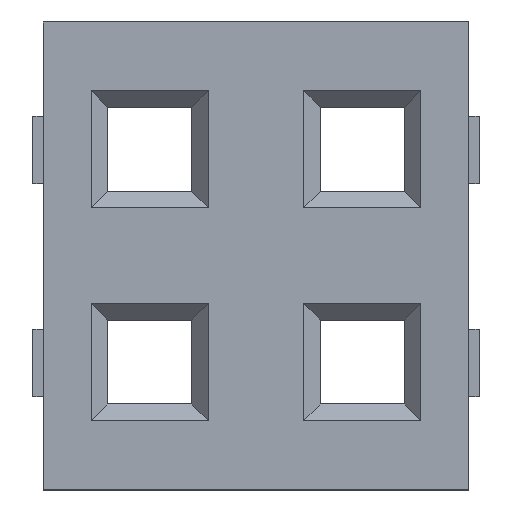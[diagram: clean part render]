
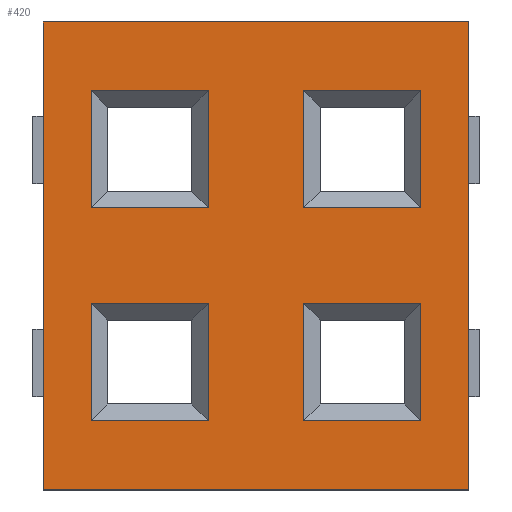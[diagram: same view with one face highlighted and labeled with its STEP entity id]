
A CAD part, top view. The second image highlights one B-rep face of the part: STEP entity #420.
In plain terms, the highlighted planar face has unit normal (0, 0, 1).
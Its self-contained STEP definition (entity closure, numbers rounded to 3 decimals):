
#24 = VERTEX_POINT('',#25);
#25 = CARTESIAN_POINT('',(0.,-4.06,5.));
#31 = EDGE_CURVE('',#24,#32,#34,.T.);
#32 = VERTEX_POINT('',#33);
#33 = CARTESIAN_POINT('',(5.08,-4.06,5.));
#34 = LINE('',#35,#36);
#35 = CARTESIAN_POINT('',(0.,-4.06,5.));
#36 = VECTOR('',#37,1.);
#37 = DIRECTION('',(1.,0.,0.));
#72 = VERTEX_POINT('',#73);
#73 = CARTESIAN_POINT('',(0.,1.52,5.));
#79 = EDGE_CURVE('',#72,#24,#80,.T.);
#80 = LINE('',#81,#82);
#81 = CARTESIAN_POINT('',(0.,1.52,5.));
#82 = VECTOR('',#83,1.);
#83 = DIRECTION('',(0.,-1.,0.));
#197 = EDGE_CURVE('',#32,#198,#200,.T.);
#198 = VERTEX_POINT('',#199);
#199 = CARTESIAN_POINT('',(5.08,1.52,5.));
#200 = LINE('',#201,#202);
#201 = CARTESIAN_POINT('',(5.08,-4.06,5.));
#202 = VECTOR('',#203,1.);
#203 = DIRECTION('',(0.,1.,0.));
#420 = ADVANCED_FACE('',(#421,#432,#466,#500,#534),#568,.T.);
#421 = FACE_BOUND('',#422,.T.);
#422 = EDGE_LOOP('',(#423,#424,#425,#431));
#423 = ORIENTED_EDGE('',*,*,#31,.T.);
#424 = ORIENTED_EDGE('',*,*,#197,.T.);
#425 = ORIENTED_EDGE('',*,*,#426,.T.);
#426 = EDGE_CURVE('',#198,#72,#427,.T.);
#427 = LINE('',#428,#429);
#428 = CARTESIAN_POINT('',(5.08,1.52,5.));
#429 = VECTOR('',#430,1.);
#430 = DIRECTION('',(-1.,0.,0.));
#431 = ORIENTED_EDGE('',*,*,#79,.T.);
#432 = FACE_BOUND('',#433,.T.);
#433 = EDGE_LOOP('',(#434,#444,#452,#460));
#434 = ORIENTED_EDGE('',*,*,#435,.F.);
#435 = EDGE_CURVE('',#436,#438,#440,.T.);
#436 = VERTEX_POINT('',#437);
#437 = CARTESIAN_POINT('',(1.97,-1.84,5.));
#438 = VERTEX_POINT('',#439);
#439 = CARTESIAN_POINT('',(0.57,-1.84,5.));
#440 = LINE('',#441,#442);
#441 = CARTESIAN_POINT('',(1.97,-1.84,5.));
#442 = VECTOR('',#443,1.);
#443 = DIRECTION('',(-1.,0.,0.));
#444 = ORIENTED_EDGE('',*,*,#445,.F.);
#445 = EDGE_CURVE('',#446,#436,#448,.T.);
#446 = VERTEX_POINT('',#447);
#447 = CARTESIAN_POINT('',(1.97,-3.24,5.));
#448 = LINE('',#449,#450);
#449 = CARTESIAN_POINT('',(1.97,-3.24,5.));
#450 = VECTOR('',#451,1.);
#451 = DIRECTION('',(0.,1.,0.));
#452 = ORIENTED_EDGE('',*,*,#453,.F.);
#453 = EDGE_CURVE('',#454,#446,#456,.T.);
#454 = VERTEX_POINT('',#455);
#455 = CARTESIAN_POINT('',(0.57,-3.24,5.));
#456 = LINE('',#457,#458);
#457 = CARTESIAN_POINT('',(0.57,-3.24,5.));
#458 = VECTOR('',#459,1.);
#459 = DIRECTION('',(1.,0.,0.));
#460 = ORIENTED_EDGE('',*,*,#461,.F.);
#461 = EDGE_CURVE('',#438,#454,#462,.T.);
#462 = LINE('',#463,#464);
#463 = CARTESIAN_POINT('',(0.57,-1.84,5.));
#464 = VECTOR('',#465,1.);
#465 = DIRECTION('',(0.,-1.,0.));
#466 = FACE_BOUND('',#467,.T.);
#467 = EDGE_LOOP('',(#468,#478,#486,#494));
#468 = ORIENTED_EDGE('',*,*,#469,.F.);
#469 = EDGE_CURVE('',#470,#472,#474,.T.);
#470 = VERTEX_POINT('',#471);
#471 = CARTESIAN_POINT('',(3.11,-3.24,5.));
#472 = VERTEX_POINT('',#473);
#473 = CARTESIAN_POINT('',(4.51,-3.24,5.));
#474 = LINE('',#475,#476);
#475 = CARTESIAN_POINT('',(3.11,-3.24,5.));
#476 = VECTOR('',#477,1.);
#477 = DIRECTION('',(1.,0.,0.));
#478 = ORIENTED_EDGE('',*,*,#479,.F.);
#479 = EDGE_CURVE('',#480,#470,#482,.T.);
#480 = VERTEX_POINT('',#481);
#481 = CARTESIAN_POINT('',(3.11,-1.84,5.));
#482 = LINE('',#483,#484);
#483 = CARTESIAN_POINT('',(3.11,-1.84,5.));
#484 = VECTOR('',#485,1.);
#485 = DIRECTION('',(0.,-1.,0.));
#486 = ORIENTED_EDGE('',*,*,#487,.F.);
#487 = EDGE_CURVE('',#488,#480,#490,.T.);
#488 = VERTEX_POINT('',#489);
#489 = CARTESIAN_POINT('',(4.51,-1.84,5.));
#490 = LINE('',#491,#492);
#491 = CARTESIAN_POINT('',(4.51,-1.84,5.));
#492 = VECTOR('',#493,1.);
#493 = DIRECTION('',(-1.,0.,0.));
#494 = ORIENTED_EDGE('',*,*,#495,.F.);
#495 = EDGE_CURVE('',#472,#488,#496,.T.);
#496 = LINE('',#497,#498);
#497 = CARTESIAN_POINT('',(4.51,-3.24,5.));
#498 = VECTOR('',#499,1.);
#499 = DIRECTION('',(0.,1.,0.));
#500 = FACE_BOUND('',#501,.T.);
#501 = EDGE_LOOP('',(#502,#512,#520,#528));
#502 = ORIENTED_EDGE('',*,*,#503,.F.);
#503 = EDGE_CURVE('',#504,#506,#508,.T.);
#504 = VERTEX_POINT('',#505);
#505 = CARTESIAN_POINT('',(1.97,0.7,5.));
#506 = VERTEX_POINT('',#507);
#507 = CARTESIAN_POINT('',(0.57,0.7,5.));
#508 = LINE('',#509,#510);
#509 = CARTESIAN_POINT('',(1.97,0.7,5.));
#510 = VECTOR('',#511,1.);
#511 = DIRECTION('',(-1.,0.,0.));
#512 = ORIENTED_EDGE('',*,*,#513,.F.);
#513 = EDGE_CURVE('',#514,#504,#516,.T.);
#514 = VERTEX_POINT('',#515);
#515 = CARTESIAN_POINT('',(1.97,-0.7,5.));
#516 = LINE('',#517,#518);
#517 = CARTESIAN_POINT('',(1.97,-0.7,5.));
#518 = VECTOR('',#519,1.);
#519 = DIRECTION('',(0.,1.,0.));
#520 = ORIENTED_EDGE('',*,*,#521,.F.);
#521 = EDGE_CURVE('',#522,#514,#524,.T.);
#522 = VERTEX_POINT('',#523);
#523 = CARTESIAN_POINT('',(0.57,-0.7,5.));
#524 = LINE('',#525,#526);
#525 = CARTESIAN_POINT('',(0.57,-0.7,5.));
#526 = VECTOR('',#527,1.);
#527 = DIRECTION('',(1.,0.,0.));
#528 = ORIENTED_EDGE('',*,*,#529,.F.);
#529 = EDGE_CURVE('',#506,#522,#530,.T.);
#530 = LINE('',#531,#532);
#531 = CARTESIAN_POINT('',(0.57,0.7,5.));
#532 = VECTOR('',#533,1.);
#533 = DIRECTION('',(0.,-1.,0.));
#534 = FACE_BOUND('',#535,.T.);
#535 = EDGE_LOOP('',(#536,#546,#554,#562));
#536 = ORIENTED_EDGE('',*,*,#537,.F.);
#537 = EDGE_CURVE('',#538,#540,#542,.T.);
#538 = VERTEX_POINT('',#539);
#539 = CARTESIAN_POINT('',(3.11,-0.7,5.));
#540 = VERTEX_POINT('',#541);
#541 = CARTESIAN_POINT('',(4.51,-0.7,5.));
#542 = LINE('',#543,#544);
#543 = CARTESIAN_POINT('',(3.11,-0.7,5.));
#544 = VECTOR('',#545,1.);
#545 = DIRECTION('',(1.,0.,0.));
#546 = ORIENTED_EDGE('',*,*,#547,.F.);
#547 = EDGE_CURVE('',#548,#538,#550,.T.);
#548 = VERTEX_POINT('',#549);
#549 = CARTESIAN_POINT('',(3.11,0.7,5.));
#550 = LINE('',#551,#552);
#551 = CARTESIAN_POINT('',(3.11,0.7,5.));
#552 = VECTOR('',#553,1.);
#553 = DIRECTION('',(0.,-1.,0.));
#554 = ORIENTED_EDGE('',*,*,#555,.F.);
#555 = EDGE_CURVE('',#556,#548,#558,.T.);
#556 = VERTEX_POINT('',#557);
#557 = CARTESIAN_POINT('',(4.51,0.7,5.));
#558 = LINE('',#559,#560);
#559 = CARTESIAN_POINT('',(4.51,0.7,5.));
#560 = VECTOR('',#561,1.);
#561 = DIRECTION('',(-1.,0.,0.));
#562 = ORIENTED_EDGE('',*,*,#563,.F.);
#563 = EDGE_CURVE('',#540,#556,#564,.T.);
#564 = LINE('',#565,#566);
#565 = CARTESIAN_POINT('',(4.51,-0.7,5.));
#566 = VECTOR('',#567,1.);
#567 = DIRECTION('',(0.,1.,0.));
#568 = PLANE('',#569);
#569 = AXIS2_PLACEMENT_3D('',#570,#571,#572);
#570 = CARTESIAN_POINT('',(2.54,-1.27,5.));
#571 = DIRECTION('',(0.,0.,1.));
#572 = DIRECTION('',(1.,0.,-0.));
